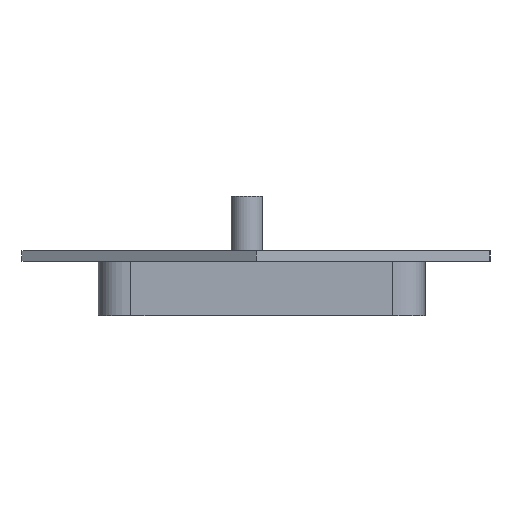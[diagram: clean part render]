
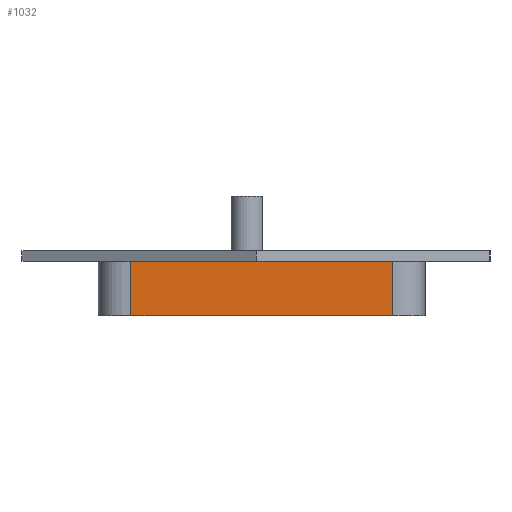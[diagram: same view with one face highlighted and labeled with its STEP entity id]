
A CAD part, front view. The second image highlights one B-rep face of the part: STEP entity #1032.
In plain terms, the highlighted planar face has unit normal (0, -1, 0).
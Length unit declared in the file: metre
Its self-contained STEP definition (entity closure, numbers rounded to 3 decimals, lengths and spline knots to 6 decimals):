
#114=LINE('',#1573,#180);
#154=LINE('',#1721,#220);
#155=LINE('',#1727,#221);
#156=LINE('',#1729,#222);
#180=VECTOR('',#1269,1.);
#220=VECTOR('',#1403,1.);
#221=VECTOR('',#1406,1.);
#222=VECTOR('',#1407,1.);
#453=ORIENTED_EDGE('',*,*,#572,.T.);
#454=ORIENTED_EDGE('',*,*,#627,.F.);
#455=ORIENTED_EDGE('',*,*,#628,.F.);
#456=ORIENTED_EDGE('',*,*,#625,.T.);
#572=EDGE_CURVE('',#710,#709,#114,.T.);
#625=EDGE_CURVE('',#735,#710,#154,.T.);
#627=EDGE_CURVE('',#736,#709,#155,.T.);
#628=EDGE_CURVE('',#735,#736,#156,.T.);
#709=VERTEX_POINT('',#1572);
#710=VERTEX_POINT('',#1574);
#735=VERTEX_POINT('',#1722);
#736=VERTEX_POINT('',#1728);
#853=EDGE_LOOP('',(#453,#454,#455,#456));
#957=FACE_BOUND('',#853,.T.);
#982=PLANE('',#1152);
#1032=ADVANCED_FACE('',(#957),#982,.F.);
#1152=AXIS2_PLACEMENT_3D('',#1726,#1404,#1405);
#1269=DIRECTION('',(-1.,0.,0.));
#1403=DIRECTION('',(0.,0.,1.));
#1404=DIRECTION('',(0.,1.,0.));
#1405=DIRECTION('',(0.,0.,1.));
#1406=DIRECTION('',(0.,0.,1.));
#1407=DIRECTION('',(-1.,0.,0.));
#1572=CARTESIAN_POINT('',(-0.075296,-0.082659,0.));
#1573=CARTESIAN_POINT('',(-0.051296,-0.082659,0.));
#1574=CARTESIAN_POINT('',(-0.027296,-0.082659,0.));
#1721=CARTESIAN_POINT('',(-0.027296,-0.082659,-0.01));
#1722=CARTESIAN_POINT('',(-0.027296,-0.082659,-0.01));
#1726=CARTESIAN_POINT('',(-0.051296,-0.082659,-0.01));
#1727=CARTESIAN_POINT('',(-0.075296,-0.082659,-0.01));
#1728=CARTESIAN_POINT('',(-0.075296,-0.082659,-0.01));
#1729=CARTESIAN_POINT('',(-0.051296,-0.082659,-0.01));
